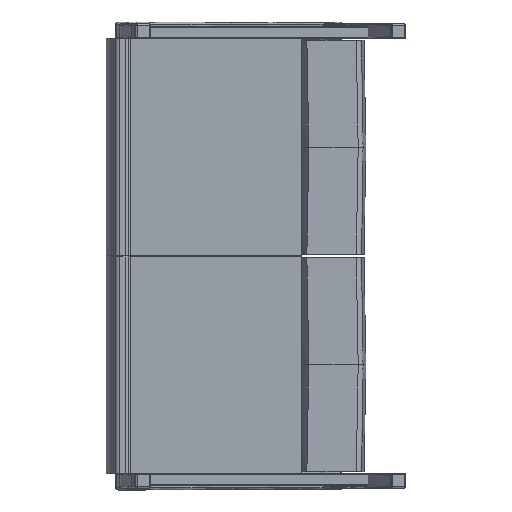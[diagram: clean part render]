
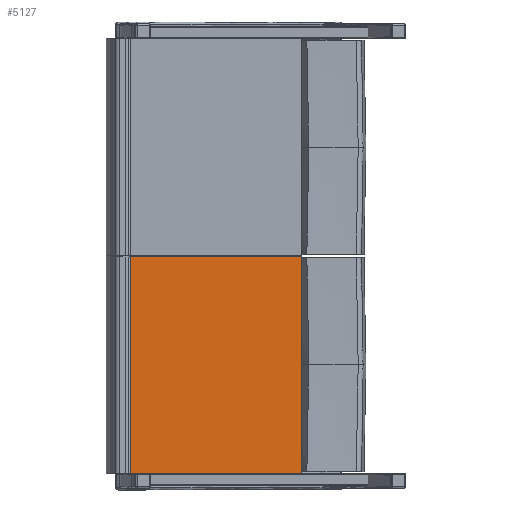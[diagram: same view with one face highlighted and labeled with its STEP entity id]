
A CAD part, front view. The second image highlights one B-rep face of the part: STEP entity #5127.
In plain terms, the highlighted planar face has unit normal (0, -1, 0).
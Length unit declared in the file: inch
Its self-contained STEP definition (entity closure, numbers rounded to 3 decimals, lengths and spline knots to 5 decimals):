
#415=PLANE('',#5452);
#527=FACE_OUTER_BOUND('',#834,.T.);
#834=EDGE_LOOP('',(#3447,#3448,#3449,#3450));
#1162=LINE('',#7410,#1516);
#1166=LINE('',#7429,#1520);
#1170=LINE('',#7444,#1524);
#1171=LINE('',#7445,#1525);
#1516=VECTOR('',#5983,17.59422);
#1520=VECTOR('',#6001,22.375);
#1524=VECTOR('',#6019,17.59422);
#1525=VECTOR('',#6020,22.375);
#2111=VERTEX_POINT('',#7407);
#2112=VERTEX_POINT('',#7409);
#2120=VERTEX_POINT('',#7427);
#2124=VERTEX_POINT('',#7443);
#2619=EDGE_CURVE('',#2111,#2112,#1162,.T.);
#2629=EDGE_CURVE('',#2111,#2120,#1166,.T.);
#2636=EDGE_CURVE('',#2124,#2120,#1170,.T.);
#2637=EDGE_CURVE('',#2112,#2124,#1171,.T.);
#3447=ORIENTED_EDGE('',*,*,#2619,.F.);
#3448=ORIENTED_EDGE('',*,*,#2629,.T.);
#3449=ORIENTED_EDGE('',*,*,#2636,.F.);
#3450=ORIENTED_EDGE('',*,*,#2637,.F.);
#5127=ADVANCED_FACE('',(#527),#415,.T.);
#5452=AXIS2_PLACEMENT_3D('',#7442,#6017,#6018);
#5983=DIRECTION('',(-1.,0.,0.));
#6001=DIRECTION('',(0.,0.,1.));
#6017=DIRECTION('center_axis',(0.,-1.,0.));
#6018=DIRECTION('ref_axis',(1.,0.,0.));
#6019=DIRECTION('',(1.,0.,0.));
#6020=DIRECTION('',(0.,0.,1.));
#7407=CARTESIAN_POINT('',(5.73372,-1.86655,0.));
#7409=CARTESIAN_POINT('',(-11.8605,-1.86655,0.));
#7410=CARTESIAN_POINT('',(5.73372,-1.86655,0.));
#7427=CARTESIAN_POINT('',(5.73372,-1.86655,22.375));
#7429=CARTESIAN_POINT('',(5.73372,-1.86655,0.));
#7442=CARTESIAN_POINT('Origin',(-11.8605,-1.86655,0.));
#7443=CARTESIAN_POINT('',(-11.8605,-1.86655,22.375));
#7444=CARTESIAN_POINT('',(4.31556,-1.86655,22.375));
#7445=CARTESIAN_POINT('',(-11.8605,-1.86655,0.));
